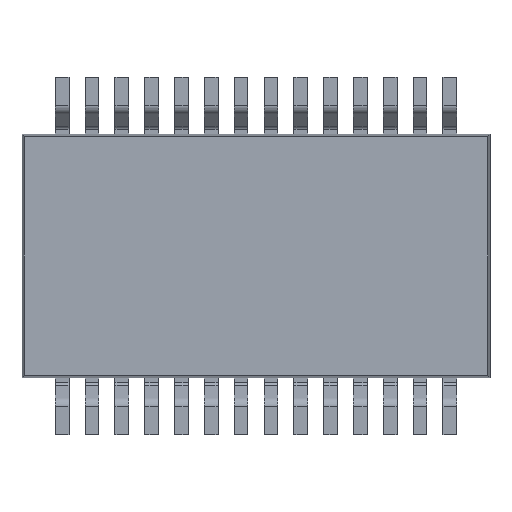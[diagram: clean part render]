
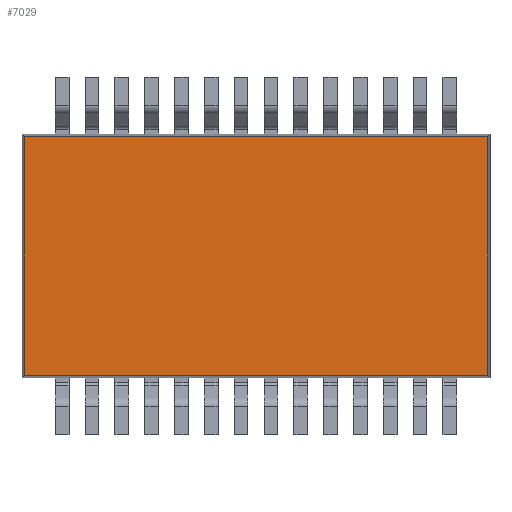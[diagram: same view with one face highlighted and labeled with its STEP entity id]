
A CAD part, front view. The second image highlights one B-rep face of the part: STEP entity #7029.
In plain terms, the highlighted planar face has unit normal (0, -1, 0).
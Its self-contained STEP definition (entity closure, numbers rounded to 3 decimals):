
#64 = DIRECTION ( 'NONE',  ( 0., 0., -1. ) ) ;
#346 = VERTEX_POINT ( 'NONE', #5830 ) ;
#474 = VERTEX_POINT ( 'NONE', #627 ) ;
#627 = CARTESIAN_POINT ( 'NONE',  ( 10.153, -0.672, -5.253 ) ) ;
#714 = LINE ( 'NONE', #5990, #8428 ) ;
#993 = CARTESIAN_POINT ( 'NONE',  ( 0., -0.672, -5.3 ) ) ;
#1483 = CARTESIAN_POINT ( 'NONE',  ( 10.153, -0.672, -5.3 ) ) ;
#1835 = CARTESIAN_POINT ( 'NONE',  ( 0., -0.672, -5.253 ) ) ;
#1906 = EDGE_CURVE ( 'NONE', #2686, #4107, #714, .T. ) ;
#2149 = ORIENTED_EDGE ( 'NONE', *, *, #7733, .T. ) ;
#2355 = DIRECTION ( 'NONE',  ( 0., 0., -1. ) ) ;
#2686 = VERTEX_POINT ( 'NONE', #7826 ) ;
#2770 = FACE_OUTER_BOUND ( 'NONE', #7543, .T. ) ;
#3239 = VECTOR ( 'NONE', #5897, 1000. ) ;
#3353 = LINE ( 'NONE', #1835, #3239 ) ;
#3431 = EDGE_CURVE ( 'NONE', #4107, #346, #7429, .T. ) ;
#3849 = VECTOR ( 'NONE', #64, 1000. ) ;
#4107 = VERTEX_POINT ( 'NONE', #7459 ) ;
#4372 = PLANE ( 'NONE',  #5306 ) ;
#4555 = EDGE_CURVE ( 'NONE', #346, #474, #3353, .T. ) ;
#4657 = LINE ( 'NONE', #1483, #5441 ) ;
#4874 = ORIENTED_EDGE ( 'NONE', *, *, #4555, .T. ) ;
#5306 = AXIS2_PLACEMENT_3D ( 'NONE', #993, #5732, #2355 ) ;
#5441 = VECTOR ( 'NONE', #6976, 1000. ) ;
#5732 = DIRECTION ( 'NONE',  ( 0., -1., 0. ) ) ;
#5739 = ORIENTED_EDGE ( 'NONE', *, *, #3431, .T. ) ;
#5830 = CARTESIAN_POINT ( 'NONE',  ( 0.047, -0.672, -5.253 ) ) ;
#5897 = DIRECTION ( 'NONE',  ( 1., 0., 0. ) ) ;
#5990 = CARTESIAN_POINT ( 'NONE',  ( 0., -0.672, -0.047 ) ) ;
#6108 = DIRECTION ( 'NONE',  ( -1., 0., 0. ) ) ;
#6976 = DIRECTION ( 'NONE',  ( 0., 0., 1. ) ) ;
#7029 = ADVANCED_FACE ( 'NONE', ( #2770 ), #4372, .T. ) ;
#7429 = LINE ( 'NONE', #7497, #3849 ) ;
#7459 = CARTESIAN_POINT ( 'NONE',  ( 0.047, -0.672, -0.047 ) ) ;
#7497 = CARTESIAN_POINT ( 'NONE',  ( 0.047, -0.672, -5.3 ) ) ;
#7543 = EDGE_LOOP ( 'NONE', ( #2149, #8274, #5739, #4874 ) ) ;
#7733 = EDGE_CURVE ( 'NONE', #474, #2686, #4657, .T. ) ;
#7826 = CARTESIAN_POINT ( 'NONE',  ( 10.153, -0.672, -0.047 ) ) ;
#8274 = ORIENTED_EDGE ( 'NONE', *, *, #1906, .T. ) ;
#8428 = VECTOR ( 'NONE', #6108, 1000. ) ;
